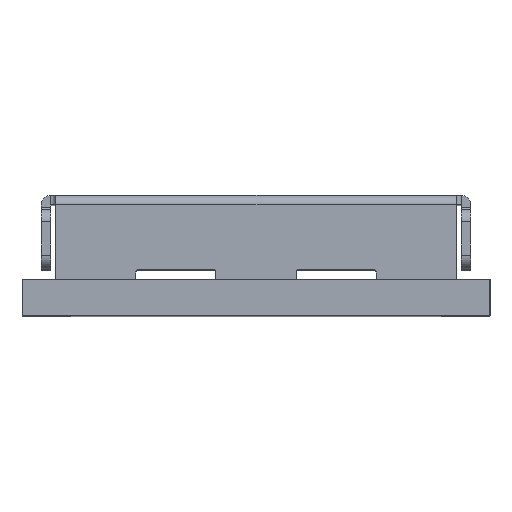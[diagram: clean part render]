
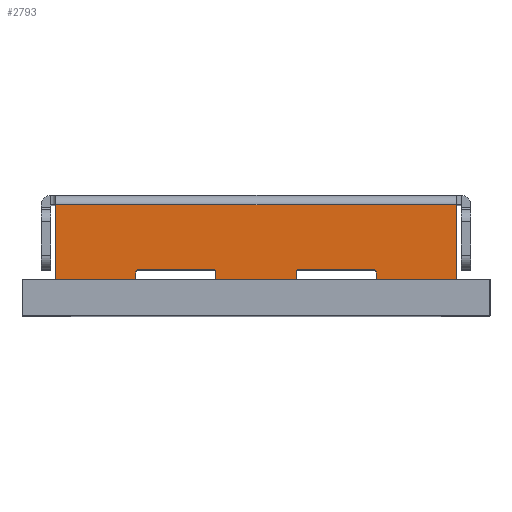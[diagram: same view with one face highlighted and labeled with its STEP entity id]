
A CAD part, top view. The second image highlights one B-rep face of the part: STEP entity #2793.
In plain terms, the highlighted planar face has unit normal (0, 0, 1).
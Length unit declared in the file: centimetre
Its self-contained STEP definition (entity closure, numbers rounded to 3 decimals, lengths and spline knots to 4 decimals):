
#284 = VECTOR ( 'NONE', #12396, 100. ) ;
#345 = VERTEX_POINT ( 'NONE', #5746 ) ;
#366 = VECTOR ( 'NONE', #13268, 100. ) ;
#667 = EDGE_CURVE ( 'NONE', #9395, #10706, #10847, .T. ) ;
#694 = DIRECTION ( 'NONE',  ( 1., 0., 0. ) ) ;
#1104 = VECTOR ( 'NONE', #12239, 100. ) ;
#1278 = ORIENTED_EDGE ( 'NONE', *, *, #10317, .F. ) ;
#1361 = EDGE_CURVE ( 'NONE', #10372, #12104, #5755, .T. ) ;
#1448 = ORIENTED_EDGE ( 'NONE', *, *, #15337, .T. ) ;
#1697 = LINE ( 'NONE', #14251, #6954 ) ;
#1743 = VECTOR ( 'NONE', #12758, 100. ) ;
#1818 = DIRECTION ( 'NONE',  ( -1., 0., 0. ) ) ;
#2527 = CARTESIAN_POINT ( 'NONE',  ( -0.445, 0.076, 0.475 ) ) ;
#2626 = EDGE_CURVE ( 'NONE', #4044, #13418, #16239, .T. ) ;
#2793 = ADVANCED_FACE ( 'NONE', ( #10903 ), #21108, .T. ) ;
#2881 = EDGE_CURVE ( 'NONE', #12104, #15633, #21791, .T. ) ;
#3739 = EDGE_CURVE ( 'NONE', #345, #13179, #16481, .T. ) ;
#4044 = VERTEX_POINT ( 'NONE', #6800 ) ;
#4151 = DIRECTION ( 'NONE',  ( 1., 0., 0. ) ) ;
#4183 = VERTEX_POINT ( 'NONE', #22106 ) ;
#4234 = CARTESIAN_POINT ( 'NONE',  ( -0.083, 0.091, 0.475 ) ) ;
#4732 = CARTESIAN_POINT ( 'NONE',  ( 0.088, 0.091, 0.475 ) ) ;
#4771 = CARTESIAN_POINT ( 'NONE',  ( 0.415, 0.23, 0.475 ) ) ;
#4914 = EDGE_CURVE ( 'NONE', #18564, #9395, #9267, .T. ) ;
#5212 = CARTESIAN_POINT ( 'NONE',  ( -0.445, 0.076, 0.475 ) ) ;
#5234 = CARTESIAN_POINT ( 'NONE',  ( -0.445, 0.096, 0.475 ) ) ;
#5281 = CARTESIAN_POINT ( 'NONE',  ( 0.083, 0.076, 0.475 ) ) ;
#5746 = CARTESIAN_POINT ( 'NONE',  ( -0.415, 0.23, 0.475 ) ) ;
#5755 = LINE ( 'NONE', #14366, #1743 ) ;
#5861 = LINE ( 'NONE', #7867, #8438 ) ;
#5910 = EDGE_CURVE ( 'NONE', #13829, #15646, #21842, .T. ) ;
#6156 = VECTOR ( 'NONE', #21172, 100. ) ;
#6233 = CARTESIAN_POINT ( 'NONE',  ( -0.244, 0.091, 0.475 ) ) ;
#6504 = ORIENTED_EDGE ( 'NONE', *, *, #3739, .T. ) ;
#6800 = CARTESIAN_POINT ( 'NONE',  ( 0.083, 0.091, 0.475 ) ) ;
#6954 = VECTOR ( 'NONE', #14141, 100. ) ;
#7154 = CARTESIAN_POINT ( 'NONE',  ( 0.244, 0.096, 0.475 ) ) ;
#7464 = CARTESIAN_POINT ( 'NONE',  ( -0.088, 0.096, 0.475 ) ) ;
#7477 = ORIENTED_EDGE ( 'NONE', *, *, #667, .T. ) ;
#7777 = LINE ( 'NONE', #2527, #17337 ) ;
#7867 = CARTESIAN_POINT ( 'NONE',  ( -0.2225, 0.23, 0.475 ) ) ;
#8044 = CARTESIAN_POINT ( 'NONE',  ( 0.249, 0.076, 0.475 ) ) ;
#8273 = CARTESIAN_POINT ( 'NONE',  ( -0.445, 0.096, 0.475 ) ) ;
#8340 = DIRECTION ( 'NONE',  ( 0., 0., -1. ) ) ;
#8438 = VECTOR ( 'NONE', #13321, 100. ) ;
#8463 = DIRECTION ( 'NONE',  ( -1., 0., 0. ) ) ;
#8902 = DIRECTION ( 'NONE',  ( 0., 0., -1. ) ) ;
#9034 = EDGE_CURVE ( 'NONE', #4183, #4044, #21187, .T. ) ;
#9090 = CARTESIAN_POINT ( 'NONE',  ( 0.249, 0.076, 0.475 ) ) ;
#9134 = DIRECTION ( 'NONE',  ( 0., -1., 0. ) ) ;
#9267 = CIRCLE ( 'NONE', #21086, 0.005 ) ;
#9277 = CARTESIAN_POINT ( 'NONE',  ( -0.083, 0.076, 0.475 ) ) ;
#9280 = VECTOR ( 'NONE', #21959, 100. ) ;
#9330 = VERTEX_POINT ( 'NONE', #22350 ) ;
#9395 = VERTEX_POINT ( 'NONE', #17478 ) ;
#10043 = EDGE_CURVE ( 'NONE', #9330, #4183, #7777, .T. ) ;
#10317 = EDGE_CURVE ( 'NONE', #345, #15646, #5861, .T. ) ;
#10372 = VERTEX_POINT ( 'NONE', #22003 ) ;
#10588 = ORIENTED_EDGE ( 'NONE', *, *, #16447, .T. ) ;
#10631 = CARTESIAN_POINT ( 'NONE',  ( 0.244, 0.091, 0.475 ) ) ;
#10706 = VERTEX_POINT ( 'NONE', #8044 ) ;
#10790 = CARTESIAN_POINT ( 'NONE',  ( -0.415, 0.076, 0.475 ) ) ;
#10847 = LINE ( 'NONE', #9090, #6156 ) ;
#10903 = FACE_OUTER_BOUND ( 'NONE', #17491, .T. ) ;
#10915 = ORIENTED_EDGE ( 'NONE', *, *, #2881, .T. ) ;
#10969 = VERTEX_POINT ( 'NONE', #7464 ) ;
#11354 = CARTESIAN_POINT ( 'NONE',  ( 0.088, 0.096, 0.475 ) ) ;
#11489 = DIRECTION ( 'NONE',  ( -1., 0., 0. ) ) ;
#11841 = CIRCLE ( 'NONE', #15549, 0.005 ) ;
#11981 = EDGE_CURVE ( 'NONE', #13418, #18564, #21131, .T. ) ;
#12104 = VERTEX_POINT ( 'NONE', #12800 ) ;
#12145 = VECTOR ( 'NONE', #9134, 100. ) ;
#12181 = ORIENTED_EDGE ( 'NONE', *, *, #21713, .T. ) ;
#12239 = DIRECTION ( 'NONE',  ( 1., 0., 0. ) ) ;
#12396 = DIRECTION ( 'NONE',  ( 0., 1., 0. ) ) ;
#12696 = DIRECTION ( 'NONE',  ( 1., 0., 0. ) ) ;
#12758 = DIRECTION ( 'NONE',  ( 0., 1., 0. ) ) ;
#12800 = CARTESIAN_POINT ( 'NONE',  ( -0.249, 0.091, 0.475 ) ) ;
#13179 = VERTEX_POINT ( 'NONE', #20974 ) ;
#13231 = DIRECTION ( 'NONE',  ( -1., 0., 0. ) ) ;
#13268 = DIRECTION ( 'NONE',  ( 0., 1., 0. ) ) ;
#13321 = DIRECTION ( 'NONE',  ( 1., 0., 0. ) ) ;
#13418 = VERTEX_POINT ( 'NONE', #11354 ) ;
#13477 = ORIENTED_EDGE ( 'NONE', *, *, #11981, .T. ) ;
#13829 = VERTEX_POINT ( 'NONE', #15492 ) ;
#14141 = DIRECTION ( 'NONE',  ( 1., 0., 0. ) ) ;
#14193 = EDGE_CURVE ( 'NONE', #16748, #9330, #14379, .T. ) ;
#14251 = CARTESIAN_POINT ( 'NONE',  ( -0.445, 0.076, 0.475 ) ) ;
#14366 = CARTESIAN_POINT ( 'NONE',  ( -0.249, 0.076, 0.475 ) ) ;
#14379 = LINE ( 'NONE', #9277, #12145 ) ;
#14449 = VECTOR ( 'NONE', #12696, 100. ) ;
#15140 = AXIS2_PLACEMENT_3D ( 'NONE', #6233, #20180, #13231 ) ;
#15229 = ORIENTED_EDGE ( 'NONE', *, *, #9034, .T. ) ;
#15337 = EDGE_CURVE ( 'NONE', #13179, #10372, #1697, .T. ) ;
#15492 = CARTESIAN_POINT ( 'NONE',  ( 0.415, 0.076, 0.475 ) ) ;
#15549 = AXIS2_PLACEMENT_3D ( 'NONE', #18587, #17275, #11489 ) ;
#15633 = VERTEX_POINT ( 'NONE', #20470 ) ;
#15646 = VERTEX_POINT ( 'NONE', #4771 ) ;
#15675 = ORIENTED_EDGE ( 'NONE', *, *, #10043, .T. ) ;
#16239 = CIRCLE ( 'NONE', #21027, 0.005 ) ;
#16328 = ORIENTED_EDGE ( 'NONE', *, *, #4914, .T. ) ;
#16447 = EDGE_CURVE ( 'NONE', #10969, #16748, #11841, .T. ) ;
#16481 = LINE ( 'NONE', #10790, #20262 ) ;
#16517 = LINE ( 'NONE', #16632, #9280 ) ;
#16632 = CARTESIAN_POINT ( 'NONE',  ( -0.445, 0.076, 0.475 ) ) ;
#16640 = ORIENTED_EDGE ( 'NONE', *, *, #2626, .T. ) ;
#16670 = ORIENTED_EDGE ( 'NONE', *, *, #5910, .T. ) ;
#16748 = VERTEX_POINT ( 'NONE', #4234 ) ;
#17214 = LINE ( 'NONE', #8273, #1104 ) ;
#17275 = DIRECTION ( 'NONE',  ( 0., 0., -1. ) ) ;
#17337 = VECTOR ( 'NONE', #694, 100. ) ;
#17478 = CARTESIAN_POINT ( 'NONE',  ( 0.249, 0.091, 0.475 ) ) ;
#17491 = EDGE_LOOP ( 'NONE', ( #12181, #16670, #1278, #6504, #1448, #22126, #10915, #20474, #10588, #18346, #15675, #15229, #16640, #13477, #16328, #7477 ) ) ;
#17880 = DIRECTION ( 'NONE',  ( 0., -1., 0. ) ) ;
#18346 = ORIENTED_EDGE ( 'NONE', *, *, #14193, .T. ) ;
#18564 = VERTEX_POINT ( 'NONE', #7154 ) ;
#18587 = CARTESIAN_POINT ( 'NONE',  ( -0.088, 0.091, 0.475 ) ) ;
#20180 = DIRECTION ( 'NONE',  ( 0., 0., -1. ) ) ;
#20262 = VECTOR ( 'NONE', #17880, 100. ) ;
#20470 = CARTESIAN_POINT ( 'NONE',  ( -0.244, 0.096, 0.475 ) ) ;
#20474 = ORIENTED_EDGE ( 'NONE', *, *, #21392, .T. ) ;
#20650 = AXIS2_PLACEMENT_3D ( 'NONE', #5212, #22036, #4151 ) ;
#20974 = CARTESIAN_POINT ( 'NONE',  ( -0.415, 0.076, 0.475 ) ) ;
#21027 = AXIS2_PLACEMENT_3D ( 'NONE', #4732, #8340, #8463 ) ;
#21086 = AXIS2_PLACEMENT_3D ( 'NONE', #10631, #8902, #1818 ) ;
#21108 = PLANE ( 'NONE',  #20650 ) ;
#21131 = LINE ( 'NONE', #5234, #14449 ) ;
#21172 = DIRECTION ( 'NONE',  ( 0., -1., 0. ) ) ;
#21187 = LINE ( 'NONE', #5281, #284 ) ;
#21392 = EDGE_CURVE ( 'NONE', #15633, #10969, #17214, .T. ) ;
#21713 = EDGE_CURVE ( 'NONE', #10706, #13829, #16517, .T. ) ;
#21791 = CIRCLE ( 'NONE', #15140, 0.005 ) ;
#21842 = LINE ( 'NONE', #22067, #366 ) ;
#21959 = DIRECTION ( 'NONE',  ( 1., 0., 0. ) ) ;
#22003 = CARTESIAN_POINT ( 'NONE',  ( -0.249, 0.076, 0.475 ) ) ;
#22036 = DIRECTION ( 'NONE',  ( 0., 0., 1. ) ) ;
#22067 = CARTESIAN_POINT ( 'NONE',  ( 0.415, 0.076, 0.475 ) ) ;
#22106 = CARTESIAN_POINT ( 'NONE',  ( 0.083, 0.076, 0.475 ) ) ;
#22126 = ORIENTED_EDGE ( 'NONE', *, *, #1361, .T. ) ;
#22350 = CARTESIAN_POINT ( 'NONE',  ( -0.083, 0.076, 0.475 ) ) ;
